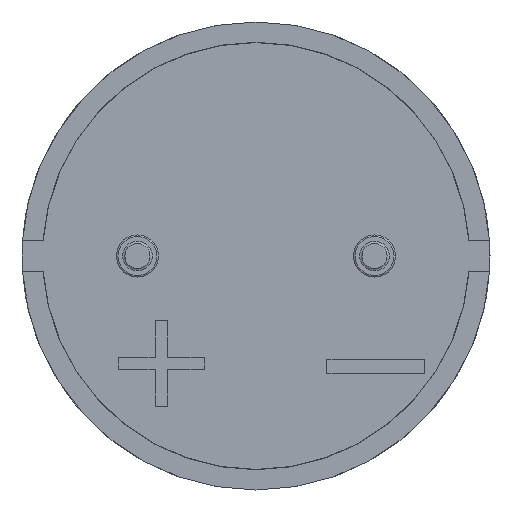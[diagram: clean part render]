
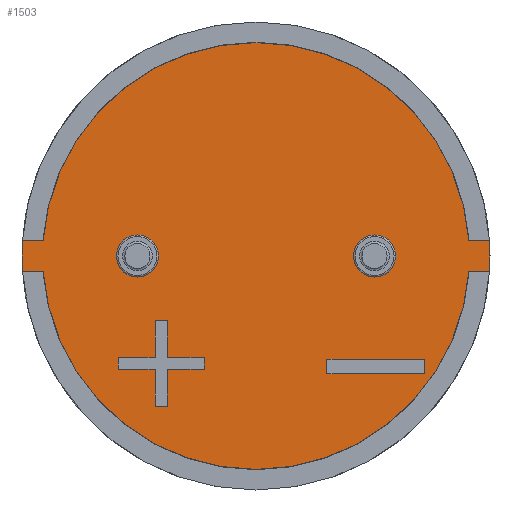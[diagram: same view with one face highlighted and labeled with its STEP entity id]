
A CAD part, front view. The second image highlights one B-rep face of the part: STEP entity #1503.
In plain terms, the highlighted planar face has unit normal (0, -1, 0).
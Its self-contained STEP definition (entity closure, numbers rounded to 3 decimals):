
#57=FACE_BOUND('',#550,.T.);
#58=FACE_BOUND('',#551,.T.);
#104=PLANE('',#1697);
#161=LINE('',#3468,#269);
#164=LINE('',#3473,#272);
#166=LINE('',#3477,#274);
#168=LINE('',#3481,#276);
#170=LINE('',#3485,#278);
#172=LINE('',#3489,#280);
#174=LINE('',#3493,#282);
#176=LINE('',#3497,#284);
#178=LINE('',#3501,#286);
#180=LINE('',#3505,#288);
#182=LINE('',#3509,#290);
#183=LINE('',#3511,#291);
#186=LINE('',#3519,#294);
#189=LINE('',#3525,#297);
#192=LINE('',#3531,#300);
#195=LINE('',#3535,#303);
#198=LINE('',#3544,#306);
#203=LINE('',#3557,#311);
#206=LINE('',#3565,#314);
#210=LINE('',#3574,#318);
#269=VECTOR('',#2016,10.);
#272=VECTOR('',#2021,10.);
#274=VECTOR('',#2025,10.);
#276=VECTOR('',#2029,10.);
#278=VECTOR('',#2033,10.);
#280=VECTOR('',#2037,10.);
#282=VECTOR('',#2041,10.);
#284=VECTOR('',#2045,10.);
#286=VECTOR('',#2049,10.);
#288=VECTOR('',#2053,10.);
#290=VECTOR('',#2057,10.);
#291=VECTOR('',#2060,10.);
#294=VECTOR('',#2065,10.);
#297=VECTOR('',#2070,10.);
#300=VECTOR('',#2075,10.);
#303=VECTOR('',#2080,10.);
#306=VECTOR('',#2087,10.);
#311=VECTOR('',#2100,10.);
#314=VECTOR('',#2105,10.);
#318=VECTOR('',#2111,10.);
#437=FACE_OUTER_BOUND('',#549,.T.);
#549=EDGE_LOOP('',(#1359,#1360,#1361,#1362,#1363,#1364,#1365,#1366));
#550=EDGE_LOOP('',(#1367,#1368,#1369,#1370,#1371,#1372,#1373,#1374,#1375,
#1376,#1377,#1378));
#551=EDGE_LOOP('',(#1379,#1380,#1381,#1382));
#626=CIRCLE('',#1679,7.5);
#628=CIRCLE('',#1685,7.5);
#629=CIRCLE('',#1687,6.84);
#632=CIRCLE('',#1691,6.84);
#733=VERTEX_POINT('',#3465);
#734=VERTEX_POINT('',#3467);
#735=VERTEX_POINT('',#3471);
#736=VERTEX_POINT('',#3475);
#737=VERTEX_POINT('',#3479);
#738=VERTEX_POINT('',#3483);
#739=VERTEX_POINT('',#3487);
#740=VERTEX_POINT('',#3491);
#741=VERTEX_POINT('',#3495);
#742=VERTEX_POINT('',#3499);
#743=VERTEX_POINT('',#3503);
#744=VERTEX_POINT('',#3507);
#747=VERTEX_POINT('',#3516);
#748=VERTEX_POINT('',#3518);
#750=VERTEX_POINT('',#3524);
#752=VERTEX_POINT('',#3530);
#755=VERTEX_POINT('',#3541);
#756=VERTEX_POINT('',#3543);
#758=VERTEX_POINT('',#3549);
#760=VERTEX_POINT('',#3555);
#763=VERTEX_POINT('',#3562);
#764=VERTEX_POINT('',#3564);
#767=VERTEX_POINT('',#3571);
#768=VERTEX_POINT('',#3573);
#913=EDGE_CURVE('',#734,#733,#161,.T.);
#916=EDGE_CURVE('',#733,#735,#164,.T.);
#918=EDGE_CURVE('',#735,#736,#166,.T.);
#920=EDGE_CURVE('',#736,#737,#168,.T.);
#922=EDGE_CURVE('',#737,#738,#170,.T.);
#924=EDGE_CURVE('',#738,#739,#172,.T.);
#926=EDGE_CURVE('',#739,#740,#174,.T.);
#928=EDGE_CURVE('',#740,#741,#176,.T.);
#930=EDGE_CURVE('',#741,#742,#178,.T.);
#932=EDGE_CURVE('',#742,#743,#180,.T.);
#934=EDGE_CURVE('',#743,#744,#182,.T.);
#935=EDGE_CURVE('',#744,#734,#183,.T.);
#938=EDGE_CURVE('',#748,#747,#186,.T.);
#941=EDGE_CURVE('',#750,#748,#189,.T.);
#944=EDGE_CURVE('',#752,#750,#192,.T.);
#947=EDGE_CURVE('',#747,#752,#195,.T.);
#950=EDGE_CURVE('',#756,#755,#198,.T.);
#954=EDGE_CURVE('',#755,#758,#626,.T.);
#957=EDGE_CURVE('',#758,#760,#203,.T.);
#960=EDGE_CURVE('',#764,#763,#206,.T.);
#964=EDGE_CURVE('',#768,#767,#210,.T.);
#967=EDGE_CURVE('',#767,#764,#628,.T.);
#968=EDGE_CURVE('',#756,#763,#629,.T.);
#971=EDGE_CURVE('',#768,#760,#632,.T.);
#1359=ORIENTED_EDGE('',*,*,#971,.F.);
#1360=ORIENTED_EDGE('',*,*,#964,.T.);
#1361=ORIENTED_EDGE('',*,*,#967,.T.);
#1362=ORIENTED_EDGE('',*,*,#960,.T.);
#1363=ORIENTED_EDGE('',*,*,#968,.F.);
#1364=ORIENTED_EDGE('',*,*,#950,.T.);
#1365=ORIENTED_EDGE('',*,*,#954,.T.);
#1366=ORIENTED_EDGE('',*,*,#957,.T.);
#1367=ORIENTED_EDGE('',*,*,#913,.T.);
#1368=ORIENTED_EDGE('',*,*,#916,.T.);
#1369=ORIENTED_EDGE('',*,*,#918,.T.);
#1370=ORIENTED_EDGE('',*,*,#920,.T.);
#1371=ORIENTED_EDGE('',*,*,#922,.T.);
#1372=ORIENTED_EDGE('',*,*,#924,.T.);
#1373=ORIENTED_EDGE('',*,*,#926,.T.);
#1374=ORIENTED_EDGE('',*,*,#928,.T.);
#1375=ORIENTED_EDGE('',*,*,#930,.T.);
#1376=ORIENTED_EDGE('',*,*,#932,.T.);
#1377=ORIENTED_EDGE('',*,*,#934,.T.);
#1378=ORIENTED_EDGE('',*,*,#935,.T.);
#1379=ORIENTED_EDGE('',*,*,#938,.T.);
#1380=ORIENTED_EDGE('',*,*,#947,.T.);
#1381=ORIENTED_EDGE('',*,*,#944,.T.);
#1382=ORIENTED_EDGE('',*,*,#941,.T.);
#1503=ADVANCED_FACE('',(#437,#57,#58),#104,.T.);
#1679=AXIS2_PLACEMENT_3D('',#3551,#2094,#2095);
#1685=AXIS2_PLACEMENT_3D('',#3578,#2117,#2118);
#1687=AXIS2_PLACEMENT_3D('',#3580,#2121,#2122);
#1691=AXIS2_PLACEMENT_3D('',#3584,#2129,#2130);
#1697=AXIS2_PLACEMENT_3D('',#3593,#2142,#2143);
#2016=DIRECTION('',(1.,0.,0.));
#2021=DIRECTION('',(0.,0.,-1.));
#2025=DIRECTION('',(1.,0.,0.));
#2029=DIRECTION('',(0.,0.,-1.));
#2033=DIRECTION('',(-1.,0.,0.));
#2037=DIRECTION('',(0.,0.,-1.));
#2041=DIRECTION('',(-1.,0.,0.));
#2045=DIRECTION('',(0.,0.,1.));
#2049=DIRECTION('',(-1.,0.,0.));
#2053=DIRECTION('',(0.,0.,1.));
#2057=DIRECTION('',(1.,0.,0.));
#2060=DIRECTION('',(0.,0.,1.));
#2065=DIRECTION('',(0.,0.,-1.));
#2070=DIRECTION('',(1.,0.,0.));
#2075=DIRECTION('',(0.,0.,1.));
#2080=DIRECTION('',(-1.,0.,0.));
#2087=DIRECTION('',(1.,0.,0.));
#2094=DIRECTION('center_axis',(0.,-1.,0.));
#2095=DIRECTION('ref_axis',(0.998,0.,-0.067));
#2100=DIRECTION('',(-1.,0.,0.));
#2105=DIRECTION('',(1.,0.,0.));
#2111=DIRECTION('',(-1.,0.,0.));
#2117=DIRECTION('center_axis',(0.,-1.,0.));
#2118=DIRECTION('ref_axis',(-0.998,0.,0.067));
#2121=DIRECTION('center_axis',(0.,1.,0.));
#2122=DIRECTION('ref_axis',(1.,0.,0.));
#2129=DIRECTION('center_axis',(0.,1.,0.));
#2130=DIRECTION('ref_axis',(1.,0.,0.));
#2142=DIRECTION('center_axis',(0.,-1.,0.));
#2143=DIRECTION('ref_axis',(0.,0.,-1.));
#3465=CARTESIAN_POINT('',(-2.84,-3.233,-2.07));
#3467=CARTESIAN_POINT('',(-3.232,-3.233,-2.07));
#3468=CARTESIAN_POINT('',(0.094,-3.233,-2.07));
#3471=CARTESIAN_POINT('',(-2.84,-3.233,-3.255));
#3473=CARTESIAN_POINT('',(-2.84,-3.233,-1.035));
#3475=CARTESIAN_POINT('',(-1.655,-3.233,-3.255));
#3477=CARTESIAN_POINT('',(0.29,-3.233,-3.255));
#3479=CARTESIAN_POINT('',(-1.655,-3.233,-3.632));
#3481=CARTESIAN_POINT('',(-1.655,-3.233,-1.628));
#3483=CARTESIAN_POINT('',(-2.84,-3.233,-3.632));
#3485=CARTESIAN_POINT('',(0.883,-3.233,-3.632));
#3487=CARTESIAN_POINT('',(-2.84,-3.233,-4.818));
#3489=CARTESIAN_POINT('',(-2.84,-3.233,-1.816));
#3491=CARTESIAN_POINT('',(-3.232,-3.233,-4.818));
#3493=CARTESIAN_POINT('',(0.29,-3.233,-4.818));
#3495=CARTESIAN_POINT('',(-3.232,-3.233,-3.632));
#3497=CARTESIAN_POINT('',(-3.232,-3.233,-2.409));
#3499=CARTESIAN_POINT('',(-4.417,-3.233,-3.632));
#3501=CARTESIAN_POINT('',(0.094,-3.233,-3.632));
#3503=CARTESIAN_POINT('',(-4.417,-3.233,-3.255));
#3505=CARTESIAN_POINT('',(-4.417,-3.233,-1.816));
#3507=CARTESIAN_POINT('',(-3.232,-3.233,-3.255));
#3509=CARTESIAN_POINT('',(-0.499,-3.233,-3.255));
#3511=CARTESIAN_POINT('',(-3.232,-3.233,-1.628));
#3516=CARTESIAN_POINT('',(5.414,-3.233,-3.782));
#3518=CARTESIAN_POINT('',(5.414,-3.233,-3.308));
#3519=CARTESIAN_POINT('',(5.414,-3.233,-1.654));
#3524=CARTESIAN_POINT('',(2.274,-3.233,-3.308));
#3525=CARTESIAN_POINT('',(2.847,-3.233,-3.308));
#3530=CARTESIAN_POINT('',(2.274,-3.233,-3.782));
#3531=CARTESIAN_POINT('',(2.274,-3.233,-1.891));
#3535=CARTESIAN_POINT('',(4.417,-3.233,-3.782));
#3541=CARTESIAN_POINT('',(7.484,-3.233,-0.49));
#3543=CARTESIAN_POINT('',(6.822,-3.233,-0.49));
#3544=CARTESIAN_POINT('',(6.822,-3.233,-0.49));
#3549=CARTESIAN_POINT('',(7.484,-3.233,0.49));
#3551=CARTESIAN_POINT('Origin',(0.,-3.233,0.));
#3555=CARTESIAN_POINT('',(6.822,-3.233,0.49));
#3557=CARTESIAN_POINT('',(7.484,-3.233,0.49));
#3562=CARTESIAN_POINT('',(-6.822,-3.233,-0.49));
#3564=CARTESIAN_POINT('',(-7.484,-3.233,-0.49));
#3565=CARTESIAN_POINT('',(-7.484,-3.233,-0.49));
#3571=CARTESIAN_POINT('',(-7.484,-3.233,0.49));
#3573=CARTESIAN_POINT('',(-6.822,-3.233,0.49));
#3574=CARTESIAN_POINT('',(-6.822,-3.233,0.49));
#3578=CARTESIAN_POINT('Origin',(0.,-3.233,0.));
#3580=CARTESIAN_POINT('Origin',(0.,-3.233,0.));
#3584=CARTESIAN_POINT('Origin',(0.,-3.233,0.));
#3593=CARTESIAN_POINT('Origin',(3.42,-3.233,0.));
